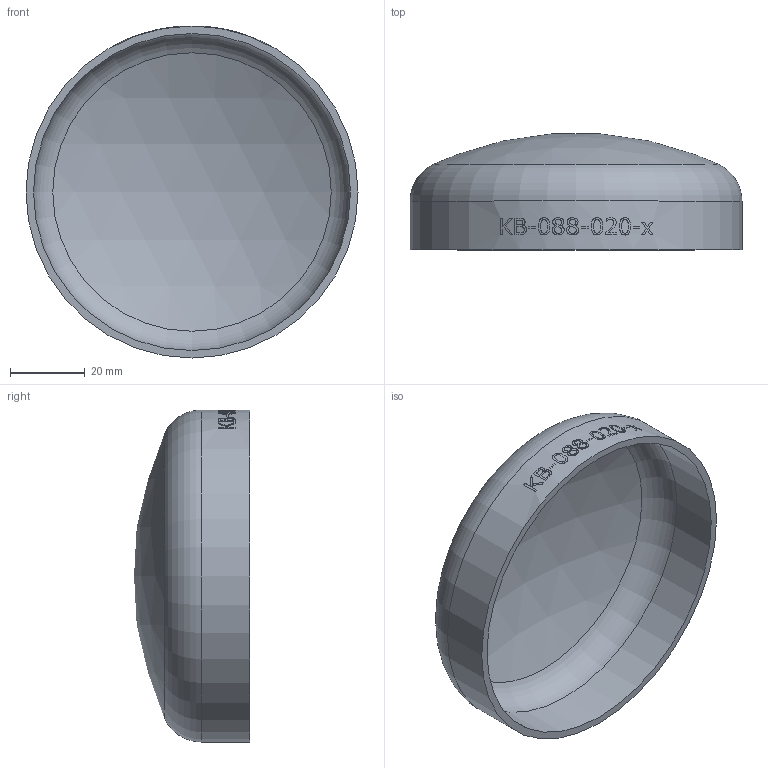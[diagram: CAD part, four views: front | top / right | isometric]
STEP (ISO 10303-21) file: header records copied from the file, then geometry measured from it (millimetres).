
FILE_DESCRIPTION (( 'STEP AP214' ), '1' );
FILE_NAME ('KB-088-020-x Klöpperboden 2003.STEP', '2020-03-25T15:57:48', ( '' ), ( '' ), 'SwSTEP 2.0', 'SolidWorks 2016', '' );
FILE_SCHEMA (( 'AUTOMOTIVE_DESIGN' ));
Length unit declared in the file: millimetre
Products named in the file (1): KB-088-020-x Klöpperboden 2003
Bounding box: 88.9 x 31.03 x 88.9 mm (x, y, z)
Volume: 22254.2 mm3; surface area: 22888 mm2
Topology: 1 solids, 1 shells, 179 faces, 463 edges, 308 vertices
Faces by surface type: bspline 108, plane 44, cylinder 23, torus 2, sphere 2
Full cylindrical faces by diameter (mm): 84.9 x1, 88.9 x1
Entity records: 24052 total; most frequent: CARTESIAN_POINT 18805, ORIENTED_EDGE 918, EDGE_CURVE 459, B_SPLINE_CURVE_WITH_KNOTS 341, DIRECTION 314, VERTEX_POINT 308, EDGE_LOOP 205, FACE_OUTER_BOUND 183
